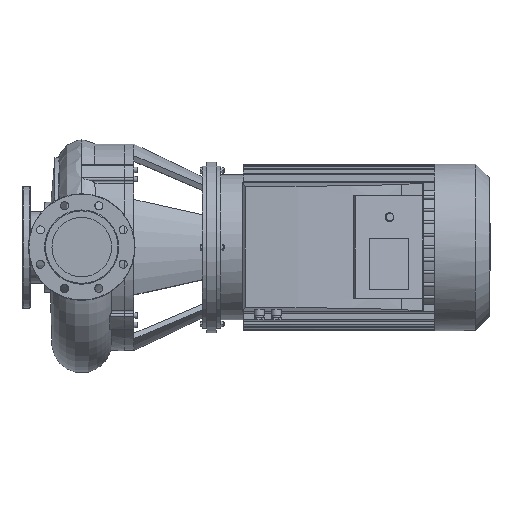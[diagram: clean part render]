
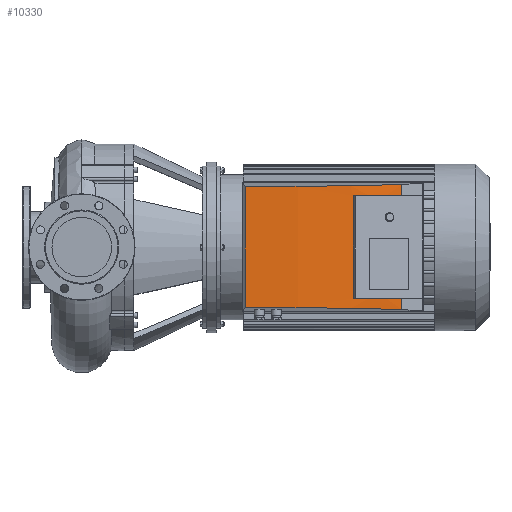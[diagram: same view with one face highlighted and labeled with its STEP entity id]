
A CAD part, top view. The second image highlights one B-rep face of the part: STEP entity #10330.
In plain terms, the highlighted cylindrical face has radius 1249.35 mm (diameter 2498.7 mm), a partial arc.
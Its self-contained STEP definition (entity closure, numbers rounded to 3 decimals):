
#22=ELLIPSE('',#11342,1254.12,1249.348);
#23=ELLIPSE('',#11343,1254.12,1249.348);
#916=LINE('',#22655,#1820);
#920=LINE('',#22663,#1824);
#921=LINE('',#22667,#1825);
#922=LINE('',#22670,#1826);
#1820=VECTOR('',#14167,10.);
#1824=VECTOR('',#14177,10.);
#1825=VECTOR('',#14180,10.);
#1826=VECTOR('',#14183,10.);
#3084=FACE_OUTER_BOUND('',#3820,.T.);
#3820=EDGE_LOOP('',(#9481,#9482,#9483,#9484,#9485,#9486,#9487,#9488));
#4292=CIRCLE('',#11335,1249.348);
#4293=CIRCLE('',#11337,1249.348);
#5224=VERTEX_POINT('',#22629);
#5225=VERTEX_POINT('',#22630);
#5230=VERTEX_POINT('',#22642);
#5231=VERTEX_POINT('',#22643);
#5236=VERTEX_POINT('',#22662);
#5237=VERTEX_POINT('',#22664);
#5238=VERTEX_POINT('',#22666);
#5239=VERTEX_POINT('',#22668);
#6644=EDGE_CURVE('',#5224,#5225,#4292,.T.);
#6650=EDGE_CURVE('',#5230,#5231,#4293,.T.);
#6656=EDGE_CURVE('',#5225,#5230,#916,.T.);
#6660=EDGE_CURVE('',#5231,#5236,#920,.T.);
#6661=EDGE_CURVE('',#5236,#5237,#22,.T.);
#6662=EDGE_CURVE('',#5238,#5237,#921,.T.);
#6663=EDGE_CURVE('',#5238,#5239,#23,.T.);
#6664=EDGE_CURVE('',#5239,#5224,#922,.T.);
#9481=ORIENTED_EDGE('',*,*,#6644,.T.);
#9482=ORIENTED_EDGE('',*,*,#6656,.T.);
#9483=ORIENTED_EDGE('',*,*,#6650,.T.);
#9484=ORIENTED_EDGE('',*,*,#6660,.T.);
#9485=ORIENTED_EDGE('',*,*,#6661,.T.);
#9486=ORIENTED_EDGE('',*,*,#6662,.F.);
#9487=ORIENTED_EDGE('',*,*,#6663,.T.);
#9488=ORIENTED_EDGE('',*,*,#6664,.T.);
#9765=CYLINDRICAL_SURFACE('',#11341,1249.348);
#10330=ADVANCED_FACE('',(#3084),#9765,.T.);
#11335=AXIS2_PLACEMENT_3D('',#22631,#14149,#14150);
#11337=AXIS2_PLACEMENT_3D('',#22644,#14158,#14159);
#11341=AXIS2_PLACEMENT_3D('',#22661,#14175,#14176);
#11342=AXIS2_PLACEMENT_3D('',#22665,#14178,#14179);
#11343=AXIS2_PLACEMENT_3D('',#22669,#14181,#14182);
#14149=DIRECTION('center_axis',(0.,-1.,0.));
#14150=DIRECTION('ref_axis',(0.,0.,1.));
#14158=DIRECTION('center_axis',(0.,1.,0.));
#14159=DIRECTION('ref_axis',(0.,0.,1.));
#14167=DIRECTION('',(0.,1.,0.));
#14175=DIRECTION('center_axis',(0.,1.,0.));
#14176=DIRECTION('ref_axis',(0.,0.,1.));
#14177=DIRECTION('',(0.,1.,0.));
#14178=DIRECTION('center_axis',(0.,-0.996,-0.087));
#14179=DIRECTION('ref_axis',(0.,-0.087,0.996));
#14180=DIRECTION('',(0.,1.,0.));
#14181=DIRECTION('center_axis',(0.,0.996,-0.087));
#14182=DIRECTION('ref_axis',(0.,0.087,0.996));
#14183=DIRECTION('',(0.,1.,0.));
#22629=CARTESIAN_POINT('',(750.261,-120.,627.8));
#22630=CARTESIAN_POINT('',(636.154,-120.,657.083));
#22631=CARTESIAN_POINT('Origin',(383.,-120.,-566.348));
#22642=CARTESIAN_POINT('',(636.154,120.,657.083));
#22643=CARTESIAN_POINT('',(750.261,120.,627.8));
#22644=CARTESIAN_POINT('Origin',(383.,120.,-566.348));
#22655=CARTESIAN_POINT('',(636.154,0.,657.083));
#22661=CARTESIAN_POINT('Origin',(383.,0.,-566.348));
#22662=CARTESIAN_POINT('',(750.261,146.378,627.8));
#22663=CARTESIAN_POINT('',(750.261,0.,627.8));
#22664=CARTESIAN_POINT('',(383.,141.549,683.));
#22665=CARTESIAN_POINT('Origin',(383.,250.852,-566.348));
#22666=CARTESIAN_POINT('',(383.,-141.549,683.));
#22667=CARTESIAN_POINT('',(383.,0.,683.));
#22668=CARTESIAN_POINT('',(750.261,-146.378,627.8));
#22669=CARTESIAN_POINT('Origin',(383.,-250.852,-566.348));
#22670=CARTESIAN_POINT('',(750.261,0.,627.8));
